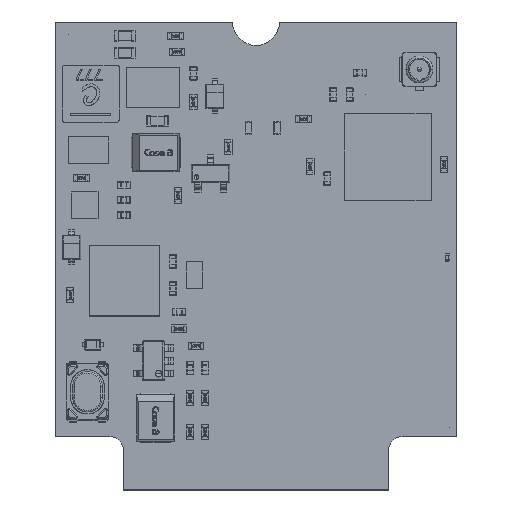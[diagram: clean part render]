
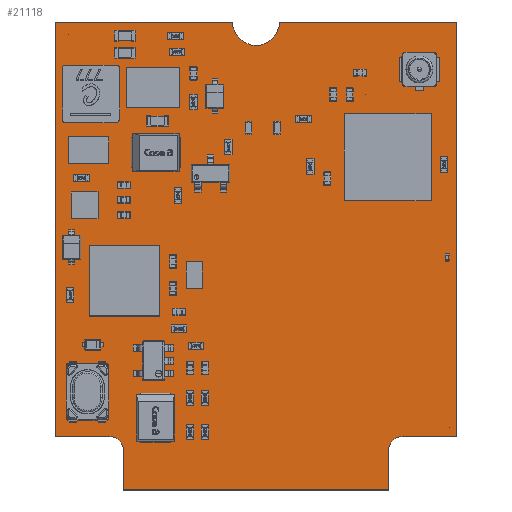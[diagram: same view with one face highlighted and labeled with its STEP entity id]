
A CAD part, top view. The second image highlights one B-rep face of the part: STEP entity #21118.
In plain terms, the highlighted planar face has unit normal (0, 0, 1).
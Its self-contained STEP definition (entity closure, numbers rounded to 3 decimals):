
#17133=FACE_OUTER_BOUND($,#18674,.F.);
#18674=EDGE_LOOP($,(#24910,#24911,#24912,#24913,#24914,#24915,#24916,#24917,
#24918,#24919,#24920,#24921,#24922));
#20282=PLANE($,#23106);
#21118=ADVANCED_FACE($,(#17133),#20282,.T.);
#22665=CIRCLE($,#23102,1.001);
#22666=CIRCLE($,#23103,1.754);
#22667=CIRCLE($,#23104,1.75);
#22668=CIRCLE($,#23105,1.);
#23102=AXIS2_PLACEMENT_3D($,#50445,#45492,$);
#23103=AXIS2_PLACEMENT_3D($,#50446,#45492,$);
#23104=AXIS2_PLACEMENT_3D($,#50447,#45492,$);
#23105=AXIS2_PLACEMENT_3D($,#50448,#45492,$);
#23106=AXIS2_PLACEMENT_3D($,#50432,#45492,$);
#24910=ORIENTED_EDGE($,*,*,#32492,.T.);
#24911=ORIENTED_EDGE($,*,*,#32493,.T.);
#24912=ORIENTED_EDGE($,*,*,#32494,.T.);
#24913=ORIENTED_EDGE($,*,*,#32495,.T.);
#24914=ORIENTED_EDGE($,*,*,#32496,.T.);
#24915=ORIENTED_EDGE($,*,*,#32497,.T.);
#24916=ORIENTED_EDGE($,*,*,#32498,.T.);
#24917=ORIENTED_EDGE($,*,*,#32499,.T.);
#24918=ORIENTED_EDGE($,*,*,#32500,.T.);
#24919=ORIENTED_EDGE($,*,*,#32501,.T.);
#24920=ORIENTED_EDGE($,*,*,#32502,.T.);
#24921=ORIENTED_EDGE($,*,*,#32503,.T.);
#24922=ORIENTED_EDGE($,*,*,#32504,.T.);
#32492=EDGE_CURVE($,#41093,#41094,#39252,.T.);
#32493=EDGE_CURVE($,#41094,#41095,#39253,.T.);
#32494=EDGE_CURVE($,#41095,#41096,#22665,.T.);
#32495=EDGE_CURVE($,#41096,#41097,#39254,.T.);
#32496=EDGE_CURVE($,#41097,#41098,#39255,.T.);
#32497=EDGE_CURVE($,#41098,#41099,#39256,.T.);
#32498=EDGE_CURVE($,#41099,#41100,#22666,.T.);
#32499=EDGE_CURVE($,#41100,#41101,#22667,.T.);
#32500=EDGE_CURVE($,#41101,#41102,#39257,.T.);
#32501=EDGE_CURVE($,#41102,#41103,#39258,.T.);
#32502=EDGE_CURVE($,#41103,#41104,#39259,.T.);
#32503=EDGE_CURVE($,#41104,#41105,#22668,.T.);
#32504=EDGE_CURVE($,#41105,#41093,#39260,.T.);
#37411=VECTOR($,#45495,19.85);
#37412=VECTOR($,#45496,3.);
#37413=VECTOR($,#45497,4.075);
#37414=VECTOR($,#45498,31.);
#37415=VECTOR($,#45499,13.25);
#37416=VECTOR($,#45500,13.25);
#37417=VECTOR($,#45501,31.);
#37418=VECTOR($,#45502,4.075);
#37419=VECTOR($,#45503,3.);
#39252=LINE($,#50431,#37411);
#39253=LINE($,#50432,#37412);
#39254=LINE($,#50434,#37413);
#39255=LINE($,#50435,#37414);
#39256=LINE($,#50436,#37415);
#39257=LINE($,#50439,#37416);
#39258=LINE($,#50440,#37417);
#39259=LINE($,#50441,#37418);
#39260=LINE($,#50443,#37419);
#41093=VERTEX_POINT($,#50431);
#41094=VERTEX_POINT($,#50432);
#41095=VERTEX_POINT($,#50433);
#41096=VERTEX_POINT($,#50434);
#41097=VERTEX_POINT($,#50435);
#41098=VERTEX_POINT($,#50436);
#41099=VERTEX_POINT($,#50437);
#41100=VERTEX_POINT($,#50438);
#41101=VERTEX_POINT($,#50439);
#41102=VERTEX_POINT($,#50440);
#41103=VERTEX_POINT($,#50441);
#41104=VERTEX_POINT($,#50442);
#41105=VERTEX_POINT($,#50443);
#45492=DIRECTION($,(0.,0.,1.));
#45495=DIRECTION($,(-1.,0.,0.));
#45496=DIRECTION($,(0.,1.,0.));
#45497=DIRECTION($,(-1.,0.,0.));
#45498=DIRECTION($,(0.,1.,0.));
#45499=DIRECTION($,(1.,0.,0.));
#45500=DIRECTION($,(1.,0.,0.));
#45501=DIRECTION($,(0.,-1.,0.));
#45502=DIRECTION($,(-1.,0.,0.));
#45503=DIRECTION($,(0.,-1.,0.));
#50431=CARTESIAN_POINT('',(-5.075,0.,0.));
#50432=CARTESIAN_POINT('',(-24.925,0.,0.));
#50433=CARTESIAN_POINT('',(-24.925,3.,0.));
#50434=CARTESIAN_POINT('',(-25.926,4.,0.));
#50435=CARTESIAN_POINT('',(-30.,4.,0.));
#50436=CARTESIAN_POINT('',(-30.,35.,0.));
#50437=CARTESIAN_POINT('',(-16.75,35.,0.));
#50438=CARTESIAN_POINT('',(-14.996,33.25,0.));
#50439=CARTESIAN_POINT('',(-13.25,35.,0.));
#50440=CARTESIAN_POINT('',(0.,35.,0.));
#50441=CARTESIAN_POINT('',(0.,4.,0.));
#50442=CARTESIAN_POINT('',(-4.075,4.,0.));
#50443=CARTESIAN_POINT('',(-5.075,3.,0.));
#50445=CARTESIAN_POINT('',(-25.926,2.999,0.));
#50446=CARTESIAN_POINT('',(-14.996,35.004,0.));
#50447=CARTESIAN_POINT('',(-15.,35.,0.));
#50448=CARTESIAN_POINT('',(-4.075,3.,0.));
